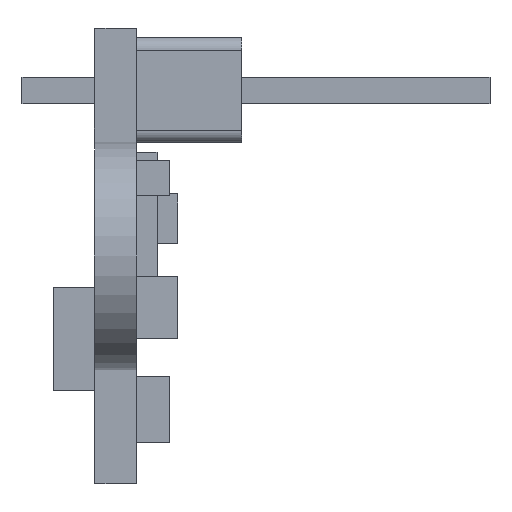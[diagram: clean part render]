
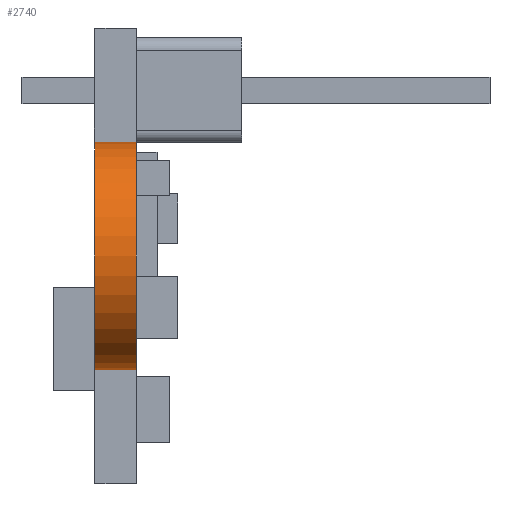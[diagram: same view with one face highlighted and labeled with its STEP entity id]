
A CAD part, left-side view. The second image highlights one B-rep face of the part: STEP entity #2740.
In plain terms, the highlighted cylindrical face has radius 2.75 mm (diameter 5.5 mm), a partial arc.
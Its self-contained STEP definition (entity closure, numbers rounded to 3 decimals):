
#208 = ORIENTED_EDGE ( 'NONE', *, *, #1073, .F. ) ;
#226 = CARTESIAN_POINT ( 'NONE',  ( -9.75, 1., 0. ) ) ;
#675 = LINE ( 'NONE', #1889, #3533 ) ;
#900 = DIRECTION ( 'NONE',  ( 0., 0., 1. ) ) ;
#943 = AXIS2_PLACEMENT_3D ( 'NONE', #226, #2412, #2447 ) ;
#1009 = ORIENTED_EDGE ( 'NONE', *, *, #1691, .T. ) ;
#1073 = EDGE_CURVE ( 'NONE', #2024, #2141, #675, .T. ) ;
#1118 = VERTEX_POINT ( 'NONE', #1269 ) ;
#1241 = VERTEX_POINT ( 'NONE', #1792 ) ;
#1269 = CARTESIAN_POINT ( 'NONE',  ( -9.75, 0., -2.75 ) ) ;
#1360 = CIRCLE ( 'NONE', #1986, 2.75 ) ;
#1482 = ORIENTED_EDGE ( 'NONE', *, *, #4567, .T. ) ;
#1691 = EDGE_CURVE ( 'NONE', #1118, #2141, #1360, .T. ) ;
#1727 = LINE ( 'NONE', #2233, #3262 ) ;
#1784 = DIRECTION ( 'NONE',  ( 0., 1., 0. ) ) ;
#1792 = CARTESIAN_POINT ( 'NONE',  ( -9.75, 1., -2.75 ) ) ;
#1889 = CARTESIAN_POINT ( 'NONE',  ( -9.75, 1., 2.75 ) ) ;
#1986 = AXIS2_PLACEMENT_3D ( 'NONE', #4716, #1784, #2839 ) ;
#2024 = VERTEX_POINT ( 'NONE', #2142 ) ;
#2141 = VERTEX_POINT ( 'NONE', #4235 ) ;
#2142 = CARTESIAN_POINT ( 'NONE',  ( -9.75, 1., 2.75 ) ) ;
#2233 = CARTESIAN_POINT ( 'NONE',  ( -9.75, 1., -2.75 ) ) ;
#2386 = DIRECTION ( 'NONE',  ( 0., 1., 0. ) ) ;
#2412 = DIRECTION ( 'NONE',  ( 0., -1., 0. ) ) ;
#2447 = DIRECTION ( 'NONE',  ( 0., 0., -1. ) ) ;
#2580 = CARTESIAN_POINT ( 'NONE',  ( -9.75, 1., 0. ) ) ;
#2740 = ADVANCED_FACE ( 'NONE', ( #4764 ), #4418, .T. ) ;
#2839 = DIRECTION ( 'NONE',  ( 0., 0., 1. ) ) ;
#2897 = CIRCLE ( 'NONE', #3753, 2.75 ) ;
#2925 = EDGE_CURVE ( 'NONE', #1241, #2024, #2897, .T. ) ;
#2957 = ORIENTED_EDGE ( 'NONE', *, *, #2925, .F. ) ;
#3262 = VECTOR ( 'NONE', #3316, 1000. ) ;
#3293 = EDGE_LOOP ( 'NONE', ( #1009, #208, #2957, #1482 ) ) ;
#3316 = DIRECTION ( 'NONE',  ( 0., -1., 0. ) ) ;
#3533 = VECTOR ( 'NONE', #4476, 1000. ) ;
#3753 = AXIS2_PLACEMENT_3D ( 'NONE', #2580, #2386, #900 ) ;
#4235 = CARTESIAN_POINT ( 'NONE',  ( -9.75, 0., 2.75 ) ) ;
#4418 = CYLINDRICAL_SURFACE ( 'NONE', #943, 2.75 ) ;
#4476 = DIRECTION ( 'NONE',  ( 0., -1., 0. ) ) ;
#4567 = EDGE_CURVE ( 'NONE', #1241, #1118, #1727, .T. ) ;
#4716 = CARTESIAN_POINT ( 'NONE',  ( -9.75, 0., 0. ) ) ;
#4764 = FACE_OUTER_BOUND ( 'NONE', #3293, .T. ) ;
